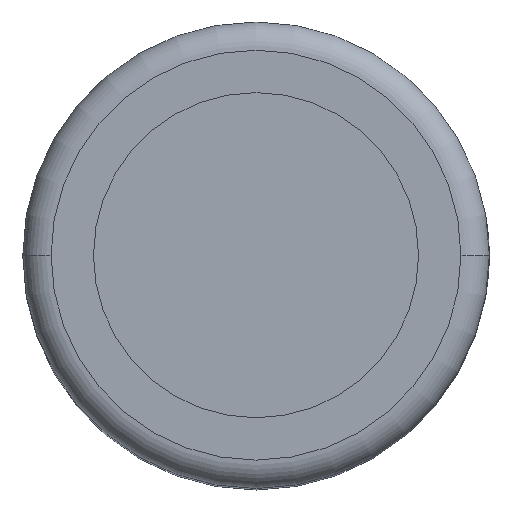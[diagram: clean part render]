
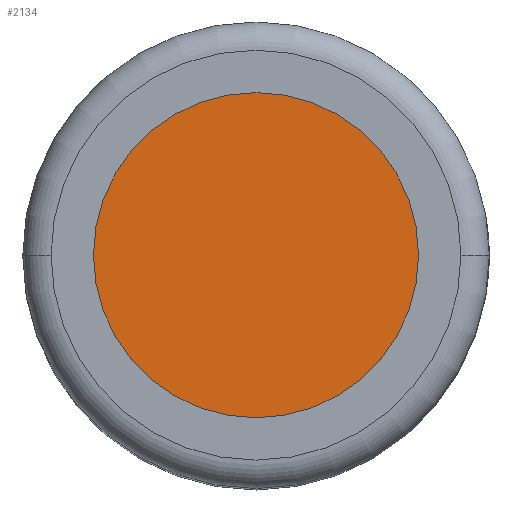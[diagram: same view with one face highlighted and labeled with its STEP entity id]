
A CAD part, top view. The second image highlights one B-rep face of the part: STEP entity #2134.
In plain terms, the highlighted planar face has unit normal (0, 0, 1).
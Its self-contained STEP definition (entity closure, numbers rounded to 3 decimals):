
#2056=CARTESIAN_POINT('',(5.758,0.,33.2));
#2057=VERTEX_POINT('',#2056);
#2073=CARTESIAN_POINT('',(-5.758,0.,33.2));
#2074=VERTEX_POINT('',#2073);
#2081=CARTESIAN_POINT('',(0.0,0.,33.2));
#2082=DIRECTION('',(0.0,0.0,1.0));
#2083=DIRECTION('',(1.0,0.0,0.0));
#2084=AXIS2_PLACEMENT_3D('',#2081,#2082,#2083);
#2085=CIRCLE('',#2084,5.758);
#2086=EDGE_CURVE('',#2057,#2074,#2085,.T.);
#2097=CARTESIAN_POINT('',(0.0,0.,33.2));
#2098=DIRECTION('',(0.0,0.0,1.0));
#2099=DIRECTION('',(1.0,0.0,0.0));
#2100=AXIS2_PLACEMENT_3D('',#2097,#2098,#2099);
#2101=CIRCLE('',#2100,5.758);
#2102=EDGE_CURVE('',#2074,#2057,#2101,.T.);
#2125=CARTESIAN_POINT('',(0.0,0.,33.2));
#2126=DIRECTION('',(0.0,0.0,1.0));
#2127=DIRECTION('',(1.0,0.0,0.0));
#2128=AXIS2_PLACEMENT_3D('',#2125,#2126,#2127);
#2129=PLANE('',#2128);
#2130=ORIENTED_EDGE('',*,*,#2086,.T.);
#2131=ORIENTED_EDGE('',*,*,#2102,.T.);
#2132=EDGE_LOOP('',(#2130,#2131));
#2133=FACE_OUTER_BOUND('',#2132,.T.);
#2134=ADVANCED_FACE('',(#2133),#2129,.T.);
